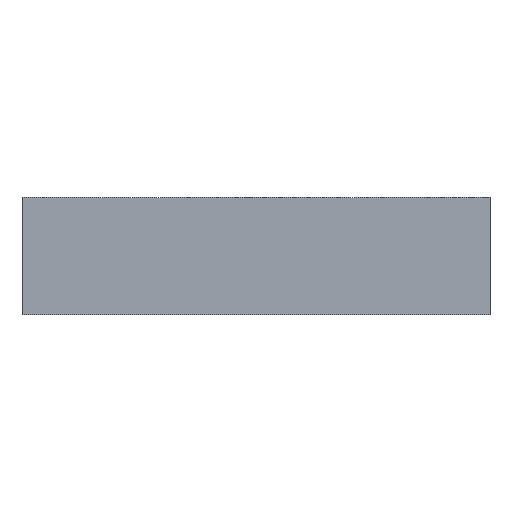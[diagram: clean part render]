
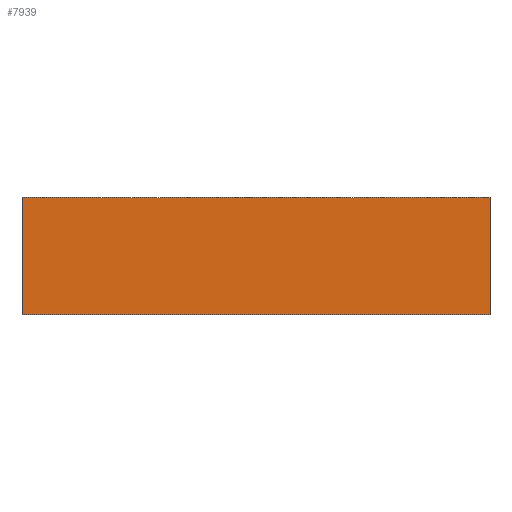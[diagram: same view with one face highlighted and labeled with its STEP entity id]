
A CAD part, left-side view. The second image highlights one B-rep face of the part: STEP entity #7939.
In plain terms, the highlighted planar face has unit normal (-1, 0, 0).
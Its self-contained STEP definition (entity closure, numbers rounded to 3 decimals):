
#961=FACE_OUTER_BOUND('',#1425,.T.);
#1425=EDGE_LOOP('',(#6925,#6926,#6927,#6928));
#1764=LINE('',#12175,#2526);
#2160=LINE('',#13215,#2922);
#2201=LINE('',#13509,#2963);
#2202=LINE('',#13510,#2964);
#2526=VECTOR('',#8902,10.);
#2922=VECTOR('',#9708,10.);
#2963=VECTOR('',#10047,10.);
#2964=VECTOR('',#10048,10.);
#3294=VERTEX_POINT('',#12168);
#3297=VERTEX_POINT('',#12173);
#3608=VERTEX_POINT('',#13214);
#3712=VERTEX_POINT('',#13508);
#4206=EDGE_CURVE('',#3294,#3297,#1764,.T.);
#4660=EDGE_CURVE('',#3608,#3294,#2160,.T.);
#4795=EDGE_CURVE('',#3712,#3297,#2201,.T.);
#4796=EDGE_CURVE('',#3608,#3712,#2202,.T.);
#6925=ORIENTED_EDGE('',*,*,#4660,.T.);
#6926=ORIENTED_EDGE('',*,*,#4206,.T.);
#6927=ORIENTED_EDGE('',*,*,#4795,.F.);
#6928=ORIENTED_EDGE('',*,*,#4796,.F.);
#7221=PLANE('',#8399);
#7939=ADVANCED_FACE('',(#961),#7221,.T.);
#8399=AXIS2_PLACEMENT_3D('',#13507,#10045,#10046);
#8902=DIRECTION('',(0.,0.,1.));
#9708=DIRECTION('',(0.,-1.,0.));
#10045=DIRECTION('center_axis',(-1.,0.,0.));
#10046=DIRECTION('ref_axis',(0.,-1.,0.));
#10047=DIRECTION('',(0.,-1.,0.));
#10048=DIRECTION('',(0.,0.,1.));
#12168=CARTESIAN_POINT('',(0.,0.,0.));
#12173=CARTESIAN_POINT('',(0.,0.,38.1));
#12175=CARTESIAN_POINT('',(0.,0.,0.));
#13214=CARTESIAN_POINT('',(0.,152.4,0.));
#13215=CARTESIAN_POINT('',(0.,152.4,0.));
#13507=CARTESIAN_POINT('Origin',(0.,152.4,0.));
#13508=CARTESIAN_POINT('',(0.,152.4,38.1));
#13509=CARTESIAN_POINT('',(0.,152.4,38.1));
#13510=CARTESIAN_POINT('',(0.,152.4,0.));
